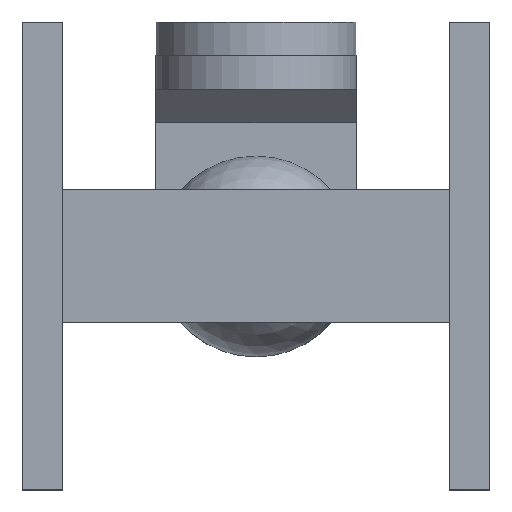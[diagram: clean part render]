
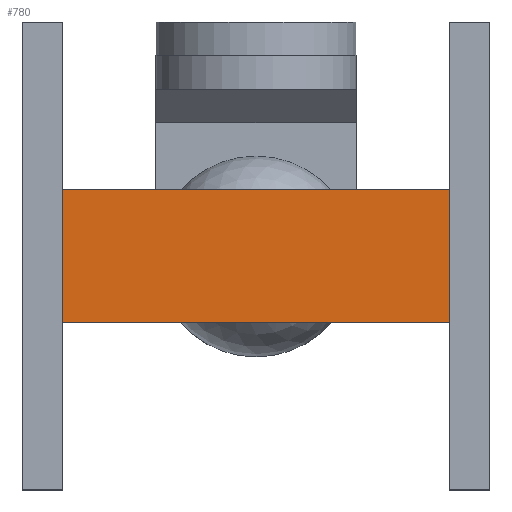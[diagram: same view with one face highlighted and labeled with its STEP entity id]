
A CAD part, top view. The second image highlights one B-rep face of the part: STEP entity #780.
In plain terms, the highlighted planar face has unit normal (0, 0, 1).
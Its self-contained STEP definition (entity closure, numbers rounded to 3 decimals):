
#63=PLANE('',#868);
#125=LINE('',#1256,#206);
#129=LINE('',#1264,#210);
#135=LINE('',#1275,#216);
#136=LINE('',#1277,#217);
#206=VECTOR('',#1030,10.);
#210=VECTOR('',#1036,10.);
#216=VECTOR('',#1046,10.);
#217=VECTOR('',#1049,10.);
#284=FACE_OUTER_BOUND('',#338,.T.);
#338=EDGE_LOOP('',(#676,#677,#678,#679));
#416=VERTEX_POINT('',#1254);
#417=VERTEX_POINT('',#1255);
#420=VERTEX_POINT('',#1263);
#423=VERTEX_POINT('',#1273);
#502=EDGE_CURVE('',#416,#417,#125,.T.);
#506=EDGE_CURVE('',#420,#417,#129,.F.);
#512=EDGE_CURVE('',#416,#423,#135,.F.);
#513=EDGE_CURVE('',#420,#423,#136,.T.);
#676=ORIENTED_EDGE('',*,*,#512,.T.);
#677=ORIENTED_EDGE('',*,*,#513,.F.);
#678=ORIENTED_EDGE('',*,*,#506,.T.);
#679=ORIENTED_EDGE('',*,*,#502,.F.);
#780=ADVANCED_FACE('',(#284),#63,.T.);
#868=AXIS2_PLACEMENT_3D('',#1276,#1047,#1048);
#1030=DIRECTION('',(0.,-1.,0.));
#1036=DIRECTION('',(-1.,0.,0.));
#1046=DIRECTION('',(1.,0.,0.));
#1047=DIRECTION('center_axis',(0.,0.,1.));
#1048=DIRECTION('ref_axis',(0.,1.,0.));
#1049=DIRECTION('',(0.,1.,0.));
#1254=CARTESIAN_POINT('',(290.,100.,420.));
#1255=CARTESIAN_POINT('',(290.,-100.,420.));
#1256=CARTESIAN_POINT('',(290.,-350.,420.));
#1263=CARTESIAN_POINT('',(-290.,-100.,420.));
#1264=CARTESIAN_POINT('',(0.,-100.,420.));
#1273=CARTESIAN_POINT('',(-290.,100.,420.));
#1275=CARTESIAN_POINT('',(0.,100.,420.));
#1276=CARTESIAN_POINT('Origin',(0.,-60.,420.));
#1277=CARTESIAN_POINT('',(-290.,-350.,420.));
